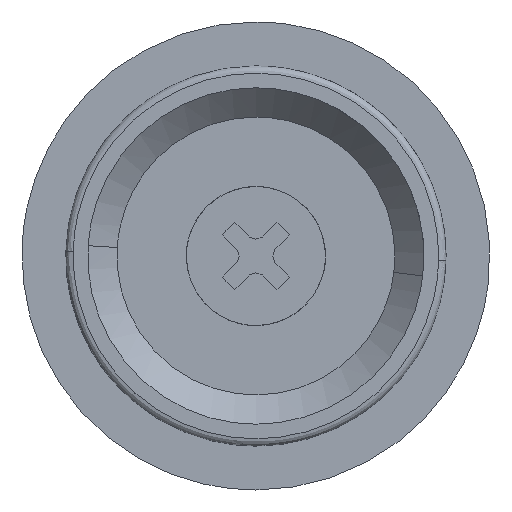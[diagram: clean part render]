
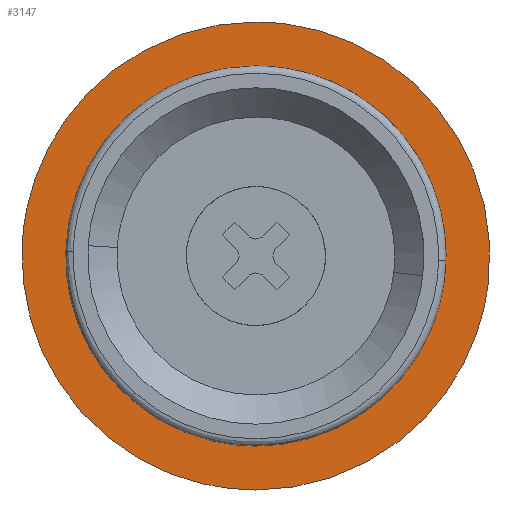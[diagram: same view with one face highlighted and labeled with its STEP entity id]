
A CAD part, front view. The second image highlights one B-rep face of the part: STEP entity #3147.
In plain terms, the highlighted free-form (B-spline) face has degree [1, 1] with [2, 2] control points.
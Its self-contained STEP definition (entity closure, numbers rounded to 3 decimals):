
#1462=CARTESIAN_POINT('',(15.888,8.,-1.889));
#1463=VERTEX_POINT('',#1462);
#1464=CARTESIAN_POINT('',(0.0,8.0,16.0));
#1465=VERTEX_POINT('',#1464);
#1466=CARTESIAN_POINT('',(15.888,8.,-1.889));
#1467=CARTESIAN_POINT('',(16.,8.0,-0.948));
#1468=CARTESIAN_POINT('',(16.0,8.0,0.));
#1469=CARTESIAN_POINT('',(16.,8.0,16.));
#1470=CARTESIAN_POINT('',(0.0,8.0,16.0));
#1478=(BOUNDED_CURVE()B_SPLINE_CURVE(2,(#1466,#1467,#1468,#1469,#1470),.UNSPECIFIED.,.F.,.U.)B_SPLINE_CURVE_WITH_KNOTS((3,2,3),(0.23,0.25,0.5),.UNSPECIFIED.)CURVE()GEOMETRIC_REPRESENTATION_ITEM()RATIONAL_B_SPLINE_CURVE((0.956,0.976,1.0,0.707,1.0))REPRESENTATION_ITEM(''));
#1479=EDGE_CURVE('',#1463,#1465,#1478,.T.);
#1520=CARTESIAN_POINT('',(-15.97,8.,0.977));
#1521=VERTEX_POINT('',#1520);
#1527=CARTESIAN_POINT('',(0.0,8.0,16.0));
#1528=CARTESIAN_POINT('',(-15.051,8.0,16.0));
#1529=CARTESIAN_POINT('',(-15.97,8.,0.977));
#1537=(BOUNDED_CURVE()B_SPLINE_CURVE(2,(#1527,#1528,#1529),.UNSPECIFIED.,.F.,.U.)B_SPLINE_CURVE_WITH_KNOTS((3,3),(0.5,0.739),.UNSPECIFIED.)CURVE()GEOMETRIC_REPRESENTATION_ITEM()RATIONAL_B_SPLINE_CURVE((1.0,0.72,0.976))REPRESENTATION_ITEM(''));
#1538=EDGE_CURVE('',#1465,#1521,#1537,.T.);
#1561=CARTESIAN_POINT('',(0.0,8.0,-16.0));
#1562=VERTEX_POINT('',#1561);
#1563=CARTESIAN_POINT('',(0.0,8.0,-16.0));
#1564=CARTESIAN_POINT('',(14.211,8.0,-16.0));
#1565=CARTESIAN_POINT('',(15.888,8.,-1.889));
#1573=(BOUNDED_CURVE()B_SPLINE_CURVE(2,(#1563,#1564,#1565),.UNSPECIFIED.,.F.,.U.)B_SPLINE_CURVE_WITH_KNOTS((3,3),(0.0,0.23),.UNSPECIFIED.)CURVE()GEOMETRIC_REPRESENTATION_ITEM()RATIONAL_B_SPLINE_CURVE((1.0,0.731,0.956))REPRESENTATION_ITEM(''));
#1574=EDGE_CURVE('',#1562,#1463,#1573,.T.);
#1576=CARTESIAN_POINT('',(-15.97,8.,0.977));
#1577=CARTESIAN_POINT('',(-16.0,8.0,0.489));
#1578=CARTESIAN_POINT('',(-16.0,8.0,0.));
#1579=CARTESIAN_POINT('',(-16.,8.0,-16.));
#1580=CARTESIAN_POINT('',(0.0,8.0,-16.0));
#1588=(BOUNDED_CURVE()B_SPLINE_CURVE(2,(#1576,#1577,#1578,#1579,#1580),.UNSPECIFIED.,.F.,.U.)B_SPLINE_CURVE_WITH_KNOTS((3,2,3),(0.739,0.75,1.0),.UNSPECIFIED.)CURVE()GEOMETRIC_REPRESENTATION_ITEM()RATIONAL_B_SPLINE_CURVE((0.976,0.988,1.0,0.707,1.0))REPRESENTATION_ITEM(''));
#1589=EDGE_CURVE('',#1521,#1562,#1588,.T.);
#1648=CARTESIAN_POINT('',(-8.506,8.,-9.831));
#1649=VERTEX_POINT('',#1648);
#1650=CARTESIAN_POINT('',(0.0,8.0,-13.0));
#1651=VERTEX_POINT('',#1650);
#1652=CARTESIAN_POINT('',(-8.506,8.,-9.831));
#1653=CARTESIAN_POINT('',(-4.844,8.0,-13.));
#1654=CARTESIAN_POINT('',(0.0,8.0,-13.0));
#1662=(BOUNDED_CURVE()B_SPLINE_CURVE(2,(#1652,#1653,#1654),.UNSPECIFIED.,.F.,.U.)B_SPLINE_CURVE_WITH_KNOTS((3,3),(0.886,1.0),.UNSPECIFIED.)CURVE()GEOMETRIC_REPRESENTATION_ITEM()RATIONAL_B_SPLINE_CURVE((0.855,0.866,1.0))REPRESENTATION_ITEM(''));
#1663=EDGE_CURVE('',#1649,#1651,#1662,.T.);
#1665=CARTESIAN_POINT('',(0.0,8.0,13.0));
#1666=VERTEX_POINT('',#1665);
#1667=CARTESIAN_POINT('',(0.0,8.0,-13.0));
#1668=CARTESIAN_POINT('',(13.0,8.0,-13.0));
#1669=CARTESIAN_POINT('',(13.0,8.0,0.));
#1670=CARTESIAN_POINT('',(13.0,8.0,13.0));
#1671=CARTESIAN_POINT('',(0.0,8.0,13.0));
#1679=(BOUNDED_CURVE()B_SPLINE_CURVE(2,(#1667,#1668,#1669,#1670,#1671),.UNSPECIFIED.,.F.,.U.)B_SPLINE_CURVE_WITH_KNOTS((3,2,3),(0.0,0.25,0.5),.UNSPECIFIED.)CURVE()GEOMETRIC_REPRESENTATION_ITEM()RATIONAL_B_SPLINE_CURVE((1.0,0.707,1.0,0.707,1.0))REPRESENTATION_ITEM(''));
#1680=EDGE_CURVE('',#1651,#1666,#1679,.T.);
#1682=CARTESIAN_POINT('',(-8.783,8.0,9.585));
#1683=VERTEX_POINT('',#1682);
#1684=CARTESIAN_POINT('',(0.0,8.0,13.0));
#1685=CARTESIAN_POINT('',(-5.055,8.0,13.0));
#1686=CARTESIAN_POINT('',(-8.783,8.0,9.585));
#1694=(BOUNDED_CURVE()B_SPLINE_CURVE(2,(#1684,#1685,#1686),.UNSPECIFIED.,.F.,.U.)B_SPLINE_CURVE_WITH_KNOTS((3,3),(0.5,0.618),.UNSPECIFIED.)CURVE()GEOMETRIC_REPRESENTATION_ITEM()RATIONAL_B_SPLINE_CURVE((1.0,0.861,0.854))REPRESENTATION_ITEM(''));
#1695=EDGE_CURVE('',#1666,#1683,#1694,.T.);
#1792=CARTESIAN_POINT('',(-8.783,8.0,9.585));
#1793=CARTESIAN_POINT('',(-13.,8.0,5.72));
#1794=CARTESIAN_POINT('',(-13.0,8.0,0.));
#1795=CARTESIAN_POINT('',(-13.0,8.,-5.942));
#1796=CARTESIAN_POINT('',(-8.506,8.,-9.831));
#1804=(BOUNDED_CURVE()B_SPLINE_CURVE(2,(#1792,#1793,#1794,#1795,#1796),.UNSPECIFIED.,.F.,.U.)B_SPLINE_CURVE_WITH_KNOTS((3,2,3),(0.618,0.75,0.886),.UNSPECIFIED.)CURVE()GEOMETRIC_REPRESENTATION_ITEM()RATIONAL_B_SPLINE_CURVE((0.854,0.846,1.0,0.841,0.855))REPRESENTATION_ITEM(''));
#1805=EDGE_CURVE('',#1683,#1649,#1804,.T.);
#3130=CARTESIAN_POINT('',(-17.598,8.0,17.598));
#3131=CARTESIAN_POINT('',(-17.598,8.0,-17.598));
#3132=CARTESIAN_POINT('',(17.598,8.0,17.598));
#3133=CARTESIAN_POINT('',(17.598,8.0,-17.598));
#3134=B_SPLINE_SURFACE_WITH_KNOTS('',1,1,((#3130,#3132),(#3131,#3133)),.UNSPECIFIED.,.F.,.F.,.U.,(2,2),(2,2),(0.0,35.197),(0.0,35.196),.UNSPECIFIED.);
#3135=ORIENTED_EDGE('',*,*,#1574,.T.);
#3136=ORIENTED_EDGE('',*,*,#1479,.T.);
#3137=ORIENTED_EDGE('',*,*,#1538,.T.);
#3138=ORIENTED_EDGE('',*,*,#1589,.T.);
#3139=EDGE_LOOP('',(#3135,#3136,#3137,#3138));
#3140=FACE_OUTER_BOUND('',#3139,.T.);
#3141=ORIENTED_EDGE('',*,*,#1680,.F.);
#3142=ORIENTED_EDGE('',*,*,#1663,.F.);
#3143=ORIENTED_EDGE('',*,*,#1805,.F.);
#3144=ORIENTED_EDGE('',*,*,#1695,.F.);
#3145=EDGE_LOOP('',(#3141,#3142,#3143,#3144));
#3146=FACE_BOUND('',#3145,.T.);
#3147=ADVANCED_FACE('',(#3140,#3146),#3134,.T.);
